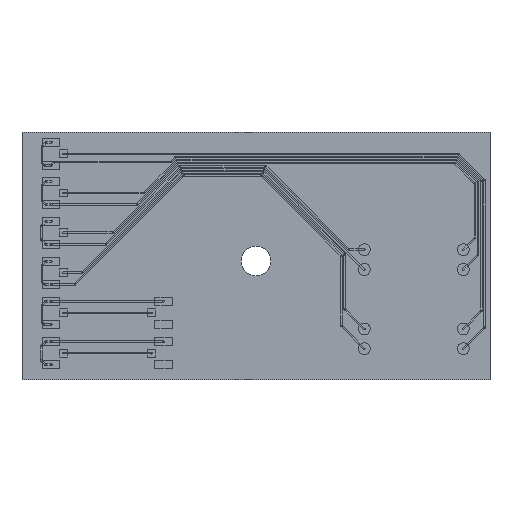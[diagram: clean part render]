
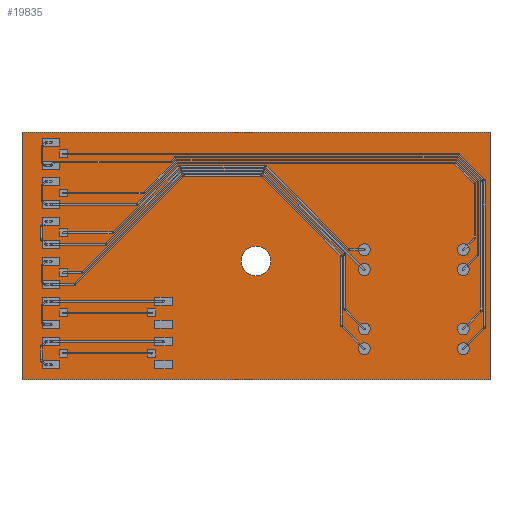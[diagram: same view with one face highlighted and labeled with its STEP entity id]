
A CAD part, top view. The second image highlights one B-rep face of the part: STEP entity #19835.
In plain terms, the highlighted planar face has unit normal (0, 0, 1).
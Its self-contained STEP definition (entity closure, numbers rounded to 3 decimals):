
#19670 = VERTEX_POINT('',#19671);
#19671 = CARTESIAN_POINT('',(176.65,-94.67,1.6));
#19677 = EDGE_CURVE('',#19670,#19678,#19680,.T.);
#19678 = VERTEX_POINT('',#19679);
#19679 = CARTESIAN_POINT('',(116.65,-94.67,1.6));
#19680 = LINE('',#19681,#19682);
#19681 = CARTESIAN_POINT('',(176.65,-94.67,1.6));
#19682 = VECTOR('',#19683,1.);
#19683 = DIRECTION('',(-1.,0.,0.));
#19708 = EDGE_CURVE('',#19678,#19709,#19711,.T.);
#19709 = VERTEX_POINT('',#19710);
#19710 = CARTESIAN_POINT('',(116.65,-62.92,1.6));
#19711 = LINE('',#19712,#19713);
#19712 = CARTESIAN_POINT('',(116.65,-94.67,1.6));
#19713 = VECTOR('',#19714,1.);
#19714 = DIRECTION('',(0.,1.,0.));
#19739 = EDGE_CURVE('',#19709,#19740,#19742,.T.);
#19740 = VERTEX_POINT('',#19741);
#19741 = CARTESIAN_POINT('',(176.65,-62.92,1.6));
#19742 = LINE('',#19743,#19744);
#19743 = CARTESIAN_POINT('',(116.65,-62.92,1.6));
#19744 = VECTOR('',#19745,1.);
#19745 = DIRECTION('',(1.,0.,0.));
#19770 = EDGE_CURVE('',#19740,#19670,#19771,.T.);
#19771 = LINE('',#19772,#19773);
#19772 = CARTESIAN_POINT('',(176.65,-62.92,1.6));
#19773 = VECTOR('',#19774,1.);
#19774 = DIRECTION('',(0.,-1.,0.));
#19794 = VERTEX_POINT('',#19795);
#19795 = CARTESIAN_POINT('',(148.55,-79.43,1.6));
#19801 = EDGE_CURVE('',#19794,#19794,#19802,.T.);
#19802 = CIRCLE('',#19803,1.9);
#19803 = AXIS2_PLACEMENT_3D('',#19804,#19805,#19806);
#19804 = CARTESIAN_POINT('',(146.65,-79.43,1.6));
#19805 = DIRECTION('',(0.,0.,1.));
#19806 = DIRECTION('',(1.,0.,-0.));
#19835 = ADVANCED_FACE('',(#19836,#19842),#19845,.T.);
#19836 = FACE_BOUND('',#19837,.F.);
#19837 = EDGE_LOOP('',(#19838,#19839,#19840,#19841));
#19838 = ORIENTED_EDGE('',*,*,#19677,.T.);
#19839 = ORIENTED_EDGE('',*,*,#19708,.T.);
#19840 = ORIENTED_EDGE('',*,*,#19739,.T.);
#19841 = ORIENTED_EDGE('',*,*,#19770,.T.);
#19842 = FACE_BOUND('',#19843,.F.);
#19843 = EDGE_LOOP('',(#19844));
#19844 = ORIENTED_EDGE('',*,*,#19801,.T.);
#19845 = PLANE('',#19846);
#19846 = AXIS2_PLACEMENT_3D('',#19847,#19848,#19849);
#19847 = CARTESIAN_POINT('',(0.,0.,1.6));
#19848 = DIRECTION('',(0.,0.,1.));
#19849 = DIRECTION('',(1.,0.,-0.));
